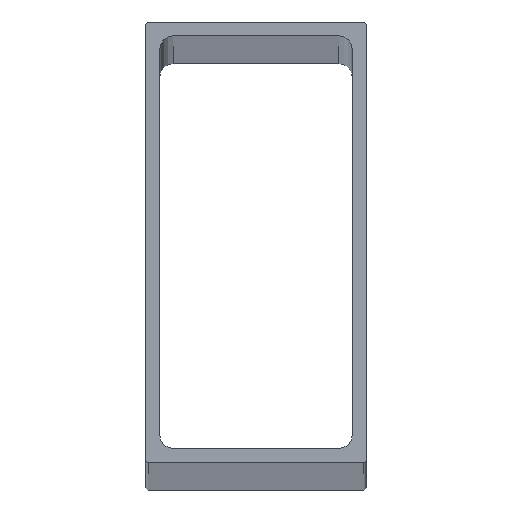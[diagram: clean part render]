
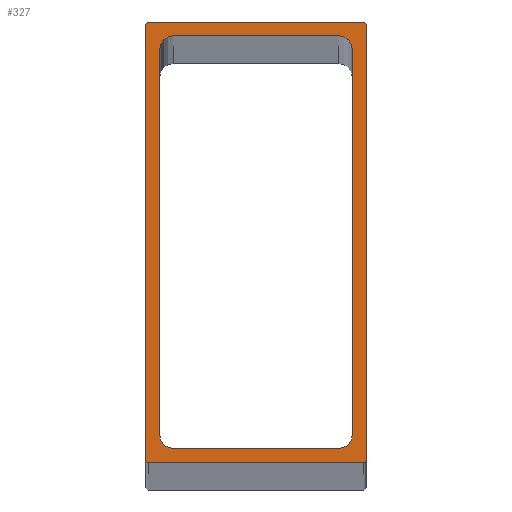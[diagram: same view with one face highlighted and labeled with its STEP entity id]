
A CAD part, top view. The second image highlights one B-rep face of the part: STEP entity #327.
In plain terms, the highlighted planar face has unit normal (0, 0, 1).
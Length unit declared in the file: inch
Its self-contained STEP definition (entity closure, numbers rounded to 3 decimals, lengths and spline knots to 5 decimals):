
#11 = CARTESIAN_POINT ( 'NONE',  ( -0.4375, 0.9375, 72. ) ) ;
#21 = EDGE_CURVE ( 'NONE', #128, #382, #235, .T. ) ;
#24 = CARTESIAN_POINT ( 'NONE',  ( 0., 0., 72. ) ) ;
#25 = CARTESIAN_POINT ( 'NONE',  ( 0.5, -1., 72. ) ) ;
#26 = DIRECTION ( 'NONE',  ( 0., 0., -1. ) ) ;
#28 = DIRECTION ( 'NONE',  ( 1., 0., 0. ) ) ;
#39 = VERTEX_POINT ( 'NONE', #431 ) ;
#41 = EDGE_CURVE ( 'NONE', #372, #319, #396, .T. ) ;
#48 = ORIENTED_EDGE ( 'NONE', *, *, #209, .T. ) ;
#49 = DIRECTION ( 'NONE',  ( 0., 0., 1. ) ) ;
#54 = ORIENTED_EDGE ( 'NONE', *, *, #221, .T. ) ;
#59 = LINE ( 'NONE', #251, #158 ) ;
#64 = DIRECTION ( 'NONE',  ( 0., 0., 1. ) ) ;
#70 = FACE_OUTER_BOUND ( 'NONE', #97, .T. ) ;
#77 = CARTESIAN_POINT ( 'NONE',  ( -0.5, -1., 72. ) ) ;
#78 = ORIENTED_EDGE ( 'NONE', *, *, #106, .T. ) ;
#80 = DIRECTION ( 'NONE',  ( 0., 0., -1. ) ) ;
#96 = VERTEX_POINT ( 'NONE', #263 ) ;
#97 = EDGE_LOOP ( 'NONE', ( #101, #492, #54, #78, #561, #48, #441, #386 ) ) ;
#100 = DIRECTION ( 'NONE',  ( 0., -1., 0. ) ) ;
#101 = ORIENTED_EDGE ( 'NONE', *, *, #112, .T. ) ;
#103 = EDGE_CURVE ( 'NONE', #39, #344, #116, .T. ) ;
#106 = EDGE_CURVE ( 'NONE', #237, #124, #205, .T. ) ;
#108 = VERTEX_POINT ( 'NONE', #357 ) ;
#112 = EDGE_CURVE ( 'NONE', #534, #128, #510, .T. ) ;
#114 = DIRECTION ( 'NONE',  ( 0., 0., 1. ) ) ;
#116 = CIRCLE ( 'NONE', #477, 0.0625 ) ;
#120 = AXIS2_PLACEMENT_3D ( 'NONE', #556, #125, #313 ) ;
#123 = CIRCLE ( 'NONE', #207, 0.01 ) ;
#124 = VERTEX_POINT ( 'NONE', #411 ) ;
#125 = DIRECTION ( 'NONE',  ( 0., 0., -1. ) ) ;
#127 = CARTESIAN_POINT ( 'NONE',  ( 0.375, 0.9375, 72. ) ) ;
#128 = VERTEX_POINT ( 'NONE', #609 ) ;
#130 = DIRECTION ( 'NONE',  ( -1., 0., 0. ) ) ;
#133 = AXIS2_PLACEMENT_3D ( 'NONE', #513, #80, #270 ) ;
#141 = VERTEX_POINT ( 'NONE', #127 ) ;
#143 = DIRECTION ( 'NONE',  ( 0., 0., -1. ) ) ;
#153 = AXIS2_PLACEMENT_3D ( 'NONE', #24, #214, #404 ) ;
#158 = VECTOR ( 'NONE', #445, 39.37008 ) ;
#169 = DIRECTION ( 'NONE',  ( -1., 0., 0. ) ) ;
#172 = CARTESIAN_POINT ( 'NONE',  ( -0.4375, -0.9375, 72. ) ) ;
#181 = EDGE_LOOP ( 'NONE', ( #335, #511, #422, #528, #542, #416, #289, #296 ) ) ;
#199 = DIRECTION ( 'NONE',  ( -1., 0., 0. ) ) ;
#205 = CIRCLE ( 'NONE', #551, 0.01 ) ;
#207 = AXIS2_PLACEMENT_3D ( 'NONE', #494, #64, #255 ) ;
#209 = EDGE_CURVE ( 'NONE', #484, #616, #232, .T. ) ;
#214 = DIRECTION ( 'NONE',  ( 0., 0., -1. ) ) ;
#215 = DIRECTION ( 'NONE',  ( 0., 1., 0. ) ) ;
#216 = DIRECTION ( 'NONE',  ( -1., 0., 0. ) ) ;
#221 = EDGE_CURVE ( 'NONE', #382, #237, #459, .T. ) ;
#222 = VERTEX_POINT ( 'NONE', #405 ) ;
#232 = CIRCLE ( 'NONE', #349, 0.01 ) ;
#235 = CIRCLE ( 'NONE', #594, 0.01 ) ;
#236 = VECTOR ( 'NONE', #199, 39.37008 ) ;
#237 = VERTEX_POINT ( 'NONE', #553 ) ;
#240 = DIRECTION ( 'NONE',  ( -1., 0., 0. ) ) ;
#251 = CARTESIAN_POINT ( 'NONE',  ( 0.4375, -0.9375, 72. ) ) ;
#255 = DIRECTION ( 'NONE',  ( -1., 0., 0. ) ) ;
#259 = EDGE_CURVE ( 'NONE', #96, #319, #266, .T. ) ;
#261 = FACE_BOUND ( 'NONE', #181, .T. ) ;
#263 = CARTESIAN_POINT ( 'NONE',  ( -0.375, -0.9375, 72. ) ) ;
#266 = LINE ( 'NONE', #463, #598 ) ;
#267 = DIRECTION ( 'NONE',  ( 1., 0., 0. ) ) ;
#270 = DIRECTION ( 'NONE',  ( -1., 0., 0. ) ) ;
#276 = EDGE_CURVE ( 'NONE', #39, #448, #608, .T. ) ;
#279 = VECTOR ( 'NONE', #130, 39.37008 ) ;
#281 = EDGE_CURVE ( 'NONE', #96, #448, #401, .T. ) ;
#289 = ORIENTED_EDGE ( 'NONE', *, *, #259, .F. ) ;
#296 = ORIENTED_EDGE ( 'NONE', *, *, #281, .T. ) ;
#302 = DIRECTION ( 'NONE',  ( -1., 0., 0. ) ) ;
#308 = AXIS2_PLACEMENT_3D ( 'NONE', #579, #143, #332 ) ;
#313 = DIRECTION ( 'NONE',  ( -1., 0., 0. ) ) ;
#319 = VERTEX_POINT ( 'NONE', #474 ) ;
#322 = VECTOR ( 'NONE', #360, 39.37008 ) ;
#327 = ADVANCED_FACE ( 'NONE', ( #70, #261 ), #458, .F. ) ;
#332 = DIRECTION ( 'NONE',  ( -1., 0., 0. ) ) ;
#334 = LINE ( 'NONE', #532, #544 ) ;
#335 = ORIENTED_EDGE ( 'NONE', *, *, #276, .F. ) ;
#344 = VERTEX_POINT ( 'NONE', #552 ) ;
#349 = AXIS2_PLACEMENT_3D ( 'NONE', #547, #114, #302 ) ;
#356 = VECTOR ( 'NONE', #267, 39.37008 ) ;
#357 = CARTESIAN_POINT ( 'NONE',  ( 0.4375, 0.875, 72. ) ) ;
#359 = CARTESIAN_POINT ( 'NONE',  ( 0.4375, -0.875, 72. ) ) ;
#360 = DIRECTION ( 'NONE',  ( 0., -1., 0. ) ) ;
#365 = LINE ( 'NONE', #563, #279 ) ;
#372 = VERTEX_POINT ( 'NONE', #359 ) ;
#378 = EDGE_CURVE ( 'NONE', #141, #108, #395, .T. ) ;
#382 = VERTEX_POINT ( 'NONE', #512 ) ;
#386 = ORIENTED_EDGE ( 'NONE', *, *, #498, .T. ) ;
#387 = CARTESIAN_POINT ( 'NONE',  ( -0.4375, -0.875, 72. ) ) ;
#395 = CIRCLE ( 'NONE', #120, 0.0625 ) ;
#396 = CIRCLE ( 'NONE', #308, 0.0625 ) ;
#401 = CIRCLE ( 'NONE', #133, 0.0625 ) ;
#404 = DIRECTION ( 'NONE',  ( -1., 0., 0. ) ) ;
#405 = CARTESIAN_POINT ( 'NONE',  ( -0.5, -0.99, 72. ) ) ;
#406 = CARTESIAN_POINT ( 'NONE',  ( 0.49, 0.99, 72. ) ) ;
#411 = CARTESIAN_POINT ( 'NONE',  ( 0.49, 1., 72. ) ) ;
#416 = ORIENTED_EDGE ( 'NONE', *, *, #41, .T. ) ;
#420 = EDGE_CURVE ( 'NONE', #124, #484, #365, .T. ) ;
#422 = ORIENTED_EDGE ( 'NONE', *, *, #443, .F. ) ;
#430 = VECTOR ( 'NONE', #215, 39.37008 ) ;
#431 = CARTESIAN_POINT ( 'NONE',  ( -0.4375, 0.875, 72. ) ) ;
#440 = LINE ( 'NONE', #11, #236 ) ;
#441 = ORIENTED_EDGE ( 'NONE', *, *, #571, .T. ) ;
#443 = EDGE_CURVE ( 'NONE', #141, #344, #440, .T. ) ;
#445 = DIRECTION ( 'NONE',  ( 0., 1., 0. ) ) ;
#448 = VERTEX_POINT ( 'NONE', #387 ) ;
#453 = CARTESIAN_POINT ( 'NONE',  ( -0.49, -1., 72. ) ) ;
#458 = PLANE ( 'NONE',  #153 ) ;
#459 = LINE ( 'NONE', #25, #430 ) ;
#461 = CARTESIAN_POINT ( 'NONE',  ( -0.375, 0.875, 72. ) ) ;
#463 = CARTESIAN_POINT ( 'NONE',  ( -0.4375, -0.9375, 72. ) ) ;
#474 = CARTESIAN_POINT ( 'NONE',  ( 0.375, -0.9375, 72. ) ) ;
#477 = AXIS2_PLACEMENT_3D ( 'NONE', #461, #26, #216 ) ;
#481 = CARTESIAN_POINT ( 'NONE',  ( 0.49, -0.99, 72. ) ) ;
#484 = VERTEX_POINT ( 'NONE', #591 ) ;
#492 = ORIENTED_EDGE ( 'NONE', *, *, #21, .T. ) ;
#494 = CARTESIAN_POINT ( 'NONE',  ( -0.49, -0.99, 72. ) ) ;
#498 = EDGE_CURVE ( 'NONE', #222, #534, #123, .T. ) ;
#510 = LINE ( 'NONE', #77, #356 ) ;
#511 = ORIENTED_EDGE ( 'NONE', *, *, #103, .T. ) ;
#512 = CARTESIAN_POINT ( 'NONE',  ( 0.5, -0.99, 72. ) ) ;
#513 = CARTESIAN_POINT ( 'NONE',  ( -0.375, -0.875, 72. ) ) ;
#528 = ORIENTED_EDGE ( 'NONE', *, *, #378, .T. ) ;
#532 = CARTESIAN_POINT ( 'NONE',  ( -0.5, -1., 72. ) ) ;
#534 = VERTEX_POINT ( 'NONE', #453 ) ;
#537 = CARTESIAN_POINT ( 'NONE',  ( -0.5, 0.99, 72. ) ) ;
#542 = ORIENTED_EDGE ( 'NONE', *, *, #624, .F. ) ;
#544 = VECTOR ( 'NONE', #100, 39.37008 ) ;
#547 = CARTESIAN_POINT ( 'NONE',  ( -0.49, 0.99, 72. ) ) ;
#551 = AXIS2_PLACEMENT_3D ( 'NONE', #406, #605, #169 ) ;
#552 = CARTESIAN_POINT ( 'NONE',  ( -0.375, 0.9375, 72. ) ) ;
#553 = CARTESIAN_POINT ( 'NONE',  ( 0.5, 0.99, 72. ) ) ;
#556 = CARTESIAN_POINT ( 'NONE',  ( 0.375, 0.875, 72. ) ) ;
#561 = ORIENTED_EDGE ( 'NONE', *, *, #420, .T. ) ;
#563 = CARTESIAN_POINT ( 'NONE',  ( -0.5, 1., 72. ) ) ;
#571 = EDGE_CURVE ( 'NONE', #616, #222, #334, .T. ) ;
#579 = CARTESIAN_POINT ( 'NONE',  ( 0.375, -0.875, 72. ) ) ;
#591 = CARTESIAN_POINT ( 'NONE',  ( -0.49, 1., 72. ) ) ;
#594 = AXIS2_PLACEMENT_3D ( 'NONE', #481, #49, #240 ) ;
#598 = VECTOR ( 'NONE', #28, 39.37008 ) ;
#605 = DIRECTION ( 'NONE',  ( 0., 0., 1. ) ) ;
#608 = LINE ( 'NONE', #172, #322 ) ;
#609 = CARTESIAN_POINT ( 'NONE',  ( 0.49, -1., 72. ) ) ;
#616 = VERTEX_POINT ( 'NONE', #537 ) ;
#624 = EDGE_CURVE ( 'NONE', #372, #108, #59, .T. ) ;
